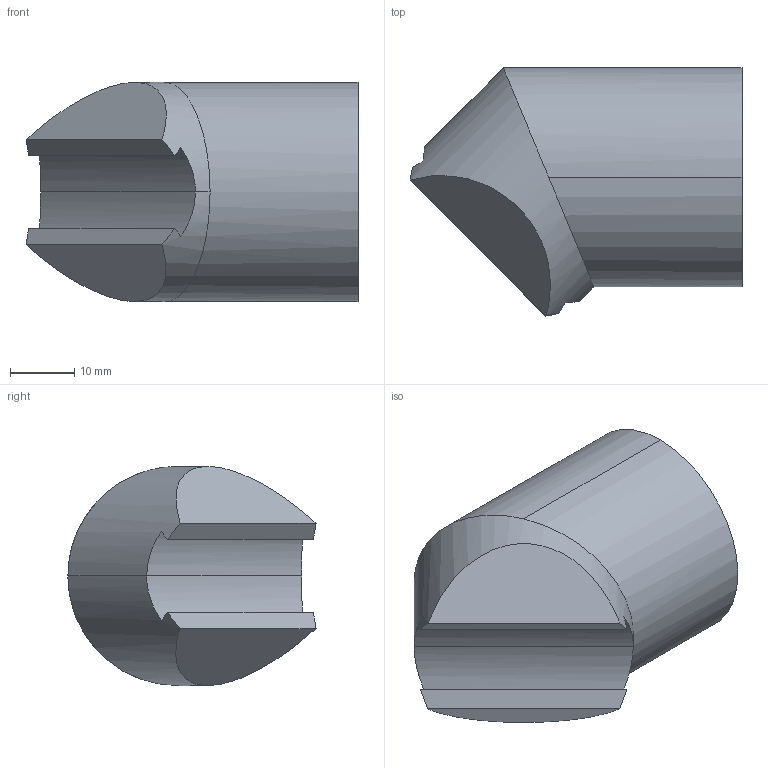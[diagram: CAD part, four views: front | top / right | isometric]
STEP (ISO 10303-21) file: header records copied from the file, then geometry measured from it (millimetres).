
FILE_DESCRIPTION(('STEP AP214'),'1');
FILE_NAME('cctmp_FC82BA37-C6AC-491F-B8F4-8C12AC251919_2020_1_16_7_4_38_936..stp','2020-01-16T06:04:38',('Bosch Rexroth AG'),('CADClick - www.CADClick.com'),'Spatial InterOp 3D',' ','unknown authorization - (Healing Option Enabled)');
FILE_SCHEMA(('AUTOMOTIVE_DESIGN'));
Length unit declared in the file: millimetre
Products named in the file (1): 2020_01_16__07-04-38-936
Bounding box: 51.52 x 38.52 x 34 mm (x, y, z)
Volume: 24338.3 mm3; surface area: 8480.9 mm2
Topology: 1 solids, 1 shells, 16 faces, 37 edges, 24 vertices
Faces by surface type: cylinder 8, plane 8
Entity records: 632 total; most frequent: CARTESIAN_POINT 156, ORIENTED_EDGE 74, DIRECTION 59, EDGE_CURVE 37, VERTEX_POINT 24, AXIS2_PLACEMENT_3D 23, STYLED_ITEM 17, PRESENTATION_STYLE_ASSIGNMENT 17
